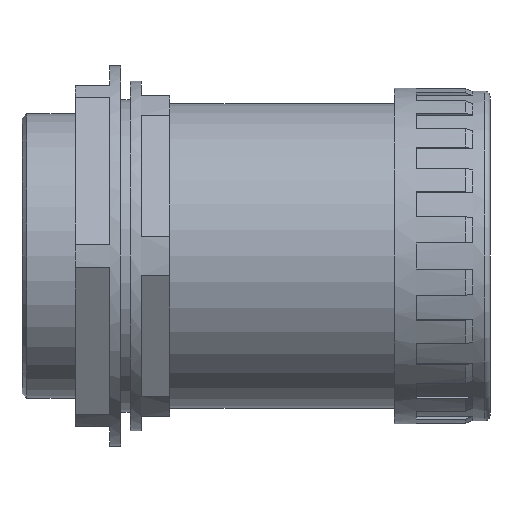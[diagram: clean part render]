
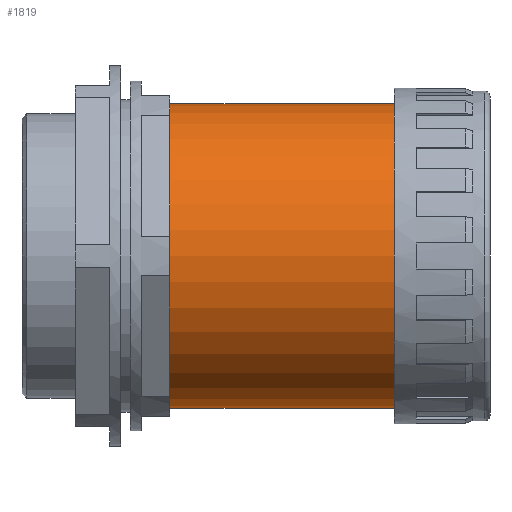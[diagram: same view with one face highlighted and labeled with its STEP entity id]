
A CAD part, front view. The second image highlights one B-rep face of the part: STEP entity #1819.
In plain terms, the highlighted cylindrical face has radius 26.75 mm (diameter 53.5 mm), a partial arc.
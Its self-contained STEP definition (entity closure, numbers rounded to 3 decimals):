
#55 = CIRCLE ( 'NONE', #1538, 26.75 ) ;
#140 = VERTEX_POINT ( 'NONE', #2436 ) ;
#284 = EDGE_CURVE ( 'NONE', #1945, #140, #55, .T. ) ;
#292 = DIRECTION ( 'NONE',  ( -1., 0., 0. ) ) ;
#389 = CARTESIAN_POINT ( 'NONE',  ( -2214.634, 0., -26.75 ) ) ;
#420 = VECTOR ( 'NONE', #3489, 1000. ) ;
#766 = FACE_OUTER_BOUND ( 'NONE', #3113, .T. ) ;
#993 = ORIENTED_EDGE ( 'NONE', *, *, #1768, .T. ) ;
#1008 = VECTOR ( 'NONE', #292, 1000. ) ;
#1099 = DIRECTION ( 'NONE',  ( -1., 0., 0. ) ) ;
#1224 = CARTESIAN_POINT ( 'NONE',  ( 26., 0., 26.75 ) ) ;
#1328 = CARTESIAN_POINT ( 'NONE',  ( 65.5, 0., 26.75 ) ) ;
#1538 = AXIS2_PLACEMENT_3D ( 'NONE', #2307, #2916, #4175 ) ;
#1603 = ORIENTED_EDGE ( 'NONE', *, *, #2820, .F. ) ;
#1768 = EDGE_CURVE ( 'NONE', #2507, #1945, #4959, .T. ) ;
#1819 = ADVANCED_FACE ( 'NONE', ( #766 ), #3734, .T. ) ;
#1885 = CARTESIAN_POINT ( 'NONE',  ( -2214.634, 0., 0. ) ) ;
#1945 = VERTEX_POINT ( 'NONE', #1224 ) ;
#2155 = ORIENTED_EDGE ( 'NONE', *, *, #284, .T. ) ;
#2284 = DIRECTION ( 'NONE',  ( -1., 0., 0. ) ) ;
#2307 = CARTESIAN_POINT ( 'NONE',  ( 26., 0., 0. ) ) ;
#2436 = CARTESIAN_POINT ( 'NONE',  ( 26., 0., -26.75 ) ) ;
#2507 = VERTEX_POINT ( 'NONE', #1328 ) ;
#2820 = EDGE_CURVE ( 'NONE', #4078, #140, #3628, .T. ) ;
#2916 = DIRECTION ( 'NONE',  ( 1., 0., 0. ) ) ;
#3017 = CARTESIAN_POINT ( 'NONE',  ( -2214.634, 0., 26.75 ) ) ;
#3042 = AXIS2_PLACEMENT_3D ( 'NONE', #3420, #1099, #3802 ) ;
#3113 = EDGE_LOOP ( 'NONE', ( #1603, #3719, #993, #2155 ) ) ;
#3420 = CARTESIAN_POINT ( 'NONE',  ( 65.5, 0., 0. ) ) ;
#3489 = DIRECTION ( 'NONE',  ( -1., 0., 0. ) ) ;
#3628 = LINE ( 'NONE', #389, #420 ) ;
#3719 = ORIENTED_EDGE ( 'NONE', *, *, #4787, .T. ) ;
#3734 = CYLINDRICAL_SURFACE ( 'NONE', #4115, 26.75 ) ;
#3802 = DIRECTION ( 'NONE',  ( 0., 0., 1. ) ) ;
#4078 = VERTEX_POINT ( 'NONE', #4512 ) ;
#4115 = AXIS2_PLACEMENT_3D ( 'NONE', #1885, #2284, #4927 ) ;
#4175 = DIRECTION ( 'NONE',  ( 0., 0., -1. ) ) ;
#4201 = CIRCLE ( 'NONE', #3042, 26.75 ) ;
#4512 = CARTESIAN_POINT ( 'NONE',  ( 65.5, 0., -26.75 ) ) ;
#4787 = EDGE_CURVE ( 'NONE', #4078, #2507, #4201, .T. ) ;
#4927 = DIRECTION ( 'NONE',  ( 0., 0., 1. ) ) ;
#4959 = LINE ( 'NONE', #3017, #1008 ) ;
